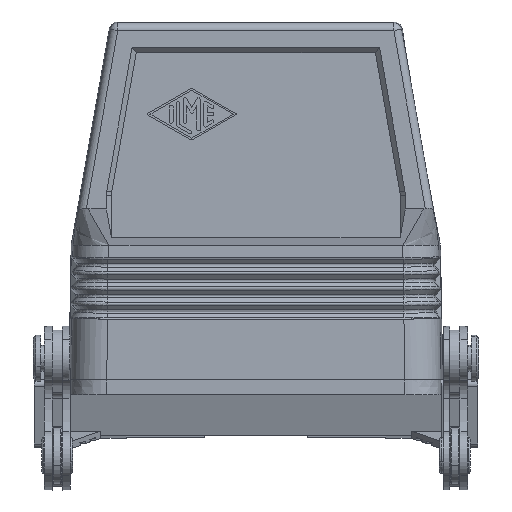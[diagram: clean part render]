
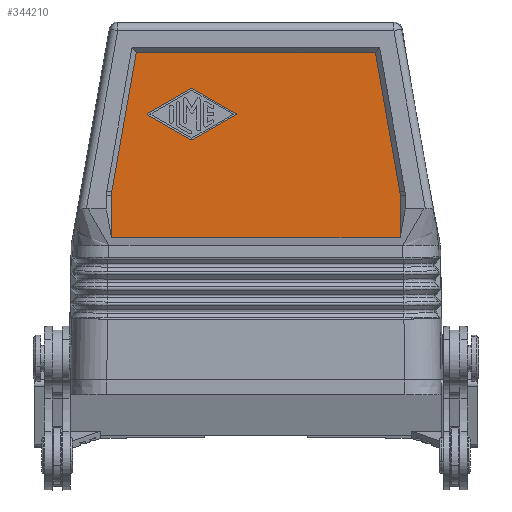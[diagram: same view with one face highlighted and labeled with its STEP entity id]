
A CAD part, left-side view. The second image highlights one B-rep face of the part: STEP entity #344210.
In plain terms, the highlighted planar face has unit normal (-1, 0, 0).
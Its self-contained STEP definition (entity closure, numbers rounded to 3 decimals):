
#172650=CARTESIAN_POINT('',(74.12,-0.695,
36.859));
#172660=VERTEX_POINT('',#172650);
#172840=CARTESIAN_POINT('',(74.12,-0.759,
36.123));
#172850=VERTEX_POINT('',#172840);
#172880=CARTESIAN_POINT('',(74.12,7.729,
35.752));
#172890=DIRECTION('',(1.,0.,0.));
#172900=DIRECTION('',(0.,0.996,-0.087));
#172910=AXIS2_PLACEMENT_3D('',#172880,#172890,#172900);
#172920=ELLIPSE('',#172910,8.504,6.002);
#172930=EDGE_CURVE('',#172660,#172850,#172920,.T.);
#195190=CARTESIAN_POINT('',(74.12,-0.759,
27.871));
#195200=VERTEX_POINT('',#195190);
#195230=CARTESIAN_POINT('',(74.12,-0.759,
34.229));
#195240=DIRECTION('',(0.,0.,1.));
#195250=VECTOR('',#195240,1.);
#195260=LINE('',#195230,#195250);
#195270=EDGE_CURVE('',#195200,#172850,#195260,.T.);
#250610=CARTESIAN_POINT('',(74.12,-1.158,
34.229));
#250620=DIRECTION('',(0.,0.174,0.985));
#250630=VECTOR('',#250620,1.);
#250640=LINE('',#250610,#250630);
#250650=CARTESIAN_POINT('',(74.12,4.087,
64.));
#250660=VERTEX_POINT('',#250650);
#250670=EDGE_CURVE('',#172660,#250660,#250640,.T.);
#340730=CARTESIAN_POINT('',(74.12,25.163,
64.));
#340740=DIRECTION('',(0.,1.,0.));
#340750=VECTOR('',#340740,1.);
#340760=LINE('',#340730,#340750);
#340770=CARTESIAN_POINT('',(74.12,50.734,
64.));
#340780=VERTEX_POINT('',#340770);
#340790=EDGE_CURVE('',#250660,#340780,#340760,.T.);
#341110=CARTESIAN_POINT('',(74.12,55.979,
34.229));
#341120=DIRECTION('',(0.,-0.174,0.985));
#341130=VECTOR('',#341120,1.);
#341140=LINE('',#341110,#341130);
#341150=CARTESIAN_POINT('',(74.12,55.515,
36.865));
#341160=VERTEX_POINT('',#341150);
#341170=EDGE_CURVE('',#341160,#340780,#341140,.T.);
#342830=CARTESIAN_POINT('',(74.12,55.579,
34.229));
#342840=DIRECTION('',(0.,-0.,1.));
#342850=VECTOR('',#342840,1.);
#342860=LINE('',#342830,#342850);
#342870=CARTESIAN_POINT('',(74.12,55.579,
27.871));
#342880=VERTEX_POINT('',#342870);
#342890=CARTESIAN_POINT('',(74.12,55.579,
36.129));
#342900=VERTEX_POINT('',#342890);
#342910=EDGE_CURVE('',#342880,#342900,#342860,.T.);
#343250=CARTESIAN_POINT('',(74.12,54.827,
50.993));
#343260=DIRECTION('',(1.,0.,0.));
#343270=DIRECTION('',(0.,1.,0.));
#343280=AXIS2_PLACEMENT_3D('',#343250,#343260,#343270);
#343290=PLANE('',#343280);
#343300=ORIENTED_EDGE('',*,*,#342910,.F.);
#343310=CARTESIAN_POINT('',(74.12,47.091,
35.758));
#343320=DIRECTION('',(1.,0.,0.));
#343330=DIRECTION('',(0.,0.996,0.087));
#343340=AXIS2_PLACEMENT_3D('',#343310,#343320,#343330);
#343350=ELLIPSE('',#343340,8.504,6.002);
#343360=EDGE_CURVE('',#342900,#341160,#343350,.T.);
#343370=ORIENTED_EDGE('',*,*,#343360,.F.);
#343380=ORIENTED_EDGE('',*,*,#341170,.F.);
#343390=ORIENTED_EDGE('',*,*,#340790,.T.);
#343400=ORIENTED_EDGE('',*,*,#250670,.T.);
#343410=ORIENTED_EDGE('',*,*,#172930,.F.);
#343420=ORIENTED_EDGE('',*,*,#195270,.T.);
#343430=CARTESIAN_POINT('',(74.12,25.163,
27.871));
#343440=DIRECTION('',(0.,1.,0.));
#343450=VECTOR('',#343440,1.);
#343460=LINE('',#343430,#343450);
#343470=EDGE_CURVE('',#195200,#342880,#343460,.T.);
#343480=ORIENTED_EDGE('',*,*,#343470,.F.);
#343490=EDGE_LOOP('',(#343480,#343420,#343410,#343400,#343390,#343380,
#343370,#343300));
#343500=FACE_OUTER_BOUND('',#343490,.T.);
#343510=CARTESIAN_POINT('',(74.12,25.163,
48.623));
#343520=DIRECTION('',(0.,0.868,0.496));
#343530=VECTOR('',#343520,1.);
#343540=LINE('',#343510,#343530);
#343550=CARTESIAN_POINT('',(74.12,31.324,
52.145));
#343560=VERTEX_POINT('',#343550);
#343570=CARTESIAN_POINT('',(74.12,39.74,
56.956));
#343580=VERTEX_POINT('',#343570);
#343590=EDGE_CURVE('',#343560,#343580,#343540,.T.);
#343600=ORIENTED_EDGE('',*,*,#343590,.F.);
#343610=CARTESIAN_POINT('',(74.12,39.906,56.666));
#343620=DIRECTION('',(-1.,0.,0.));
#343630=DIRECTION('',(0.,-1.,0.));
#343640=AXIS2_PLACEMENT_3D('',#343610,#343620,#343630);
#343650=CIRCLE('',#343640,0.333);
#343660=CARTESIAN_POINT('',(74.12,40.071,
56.956));
#343670=VERTEX_POINT('',#343660);
#343680=EDGE_CURVE('',#343580,#343670,#343650,.T.);
#343690=ORIENTED_EDGE('',*,*,#343680,.F.);
#343700=CARTESIAN_POINT('',(74.12,25.163,
65.477));
#343710=DIRECTION('',(0.,0.868,-0.496));
#343720=VECTOR('',#343710,1.);
#343730=LINE('',#343700,#343720);
#343740=CARTESIAN_POINT('',(74.12,48.487,
52.145));
#343750=VERTEX_POINT('',#343740);
#343760=EDGE_CURVE('',#343670,#343750,#343730,.T.);
#343770=ORIENTED_EDGE('',*,*,#343760,.F.);
#343780=CARTESIAN_POINT('',(74.12,48.405,52.));
#343790=DIRECTION('',(-1.,0.,0.));
#343800=DIRECTION('',(0.,-1.,0.));
#343810=AXIS2_PLACEMENT_3D('',#343780,#343790,#343800);
#343820=CIRCLE('',#343810,0.167);
#343830=CARTESIAN_POINT('',(74.12,48.487,
51.855));
#343840=VERTEX_POINT('',#343830);
#343850=EDGE_CURVE('',#343750,#343840,#343820,.T.);
#343860=ORIENTED_EDGE('',*,*,#343850,.F.);
#343870=CARTESIAN_POINT('',(74.12,25.163,
38.523));
#343880=DIRECTION('',(0.,-0.868,-0.496));
#343890=VECTOR('',#343880,1.);
#343900=LINE('',#343870,#343890);
#343910=CARTESIAN_POINT('',(74.12,40.071,
47.044));
#343920=VERTEX_POINT('',#343910);
#343930=EDGE_CURVE('',#343840,#343920,#343900,.T.);
#343940=ORIENTED_EDGE('',*,*,#343930,.F.);
#343950=CARTESIAN_POINT('',(74.12,39.906,47.334));
#343960=DIRECTION('',(-1.,0.,0.));
#343970=DIRECTION('',(0.,-1.,0.));
#343980=AXIS2_PLACEMENT_3D('',#343950,#343960,#343970);
#343990=CIRCLE('',#343980,0.333);
#344000=CARTESIAN_POINT('',(74.12,39.74,
47.044));
#344010=VERTEX_POINT('',#344000);
#344020=EDGE_CURVE('',#343920,#344010,#343990,.T.);
#344030=ORIENTED_EDGE('',*,*,#344020,.F.);
#344040=CARTESIAN_POINT('',(74.12,25.163,
55.377));
#344050=DIRECTION('',(0.,-0.868,0.496));
#344060=VECTOR('',#344050,1.);
#344070=LINE('',#344040,#344060);
#344080=CARTESIAN_POINT('',(74.12,31.324,
51.855));
#344090=VERTEX_POINT('',#344080);
#344100=EDGE_CURVE('',#344010,#344090,#344070,.T.);
#344110=ORIENTED_EDGE('',*,*,#344100,.F.);
#344120=CARTESIAN_POINT('',(74.12,31.407,52.));
#344130=DIRECTION('',(-1.,0.,0.));
#344140=DIRECTION('',(0.,-1.,0.));
#344150=AXIS2_PLACEMENT_3D('',#344120,#344130,#344140);
#344160=CIRCLE('',#344150,0.167);
#344170=EDGE_CURVE('',#344090,#343560,#344160,.T.);
#344180=ORIENTED_EDGE('',*,*,#344170,.F.);
#344190=EDGE_LOOP('',(#344180,#344110,#344030,#343940,#343860,#343770,
#343690,#343600));
#344200=FACE_BOUND('',#344190,.T.);
#344210=ADVANCED_FACE('',(#343500,#344200),#343290,.F.);
